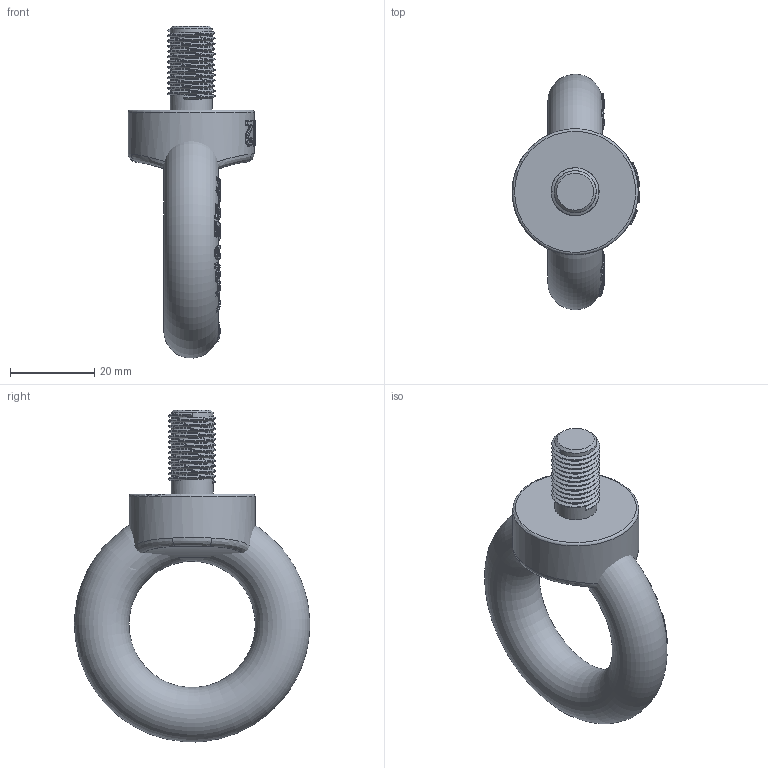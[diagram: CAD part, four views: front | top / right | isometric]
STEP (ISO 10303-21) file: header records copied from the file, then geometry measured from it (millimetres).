
FILE_DESCRIPTION(('STEP AP203'), '1');
FILE_NAME('Ðûì-áîëò Ì12_1', '', ('UNSPECIFIED'), ('UNSPECIFIED'), 'ASCON STEP Converter 1.6', 'ASCON Math Kernel', '');
FILE_SCHEMA(('CONFIG_CONTROL_DESIGN'));
Length unit declared in the file: millimetre
Products named in the file (1): Ðûì-áîëò Ì12
Bounding box: 30.4 x 55.93 x 78.97 mm (x, y, z)
Volume: 29689.9 mm3; surface area: 9212.5 mm2
Topology: 2 solids, 2 shells, 632 faces, 1529 edges, 880 vertices
Faces by surface type: bspline 534, cylinder 42, torus 24, sphere 24, plane 7, cone 1
Full cylindrical faces by diameter (mm): 10 x12, 30 x1
Entity records: 64952 total; most frequent: CARTESIAN_POINT 50006, ORIENTED_EDGE 2952, EDGE_CURVE 1476, B_SPLINE_CURVE_WITH_KNOTS 1286, VERTEX_POINT 871, FACE_BOUND 649, EDGE_LOOP 649, COLOUR_RGB 631
